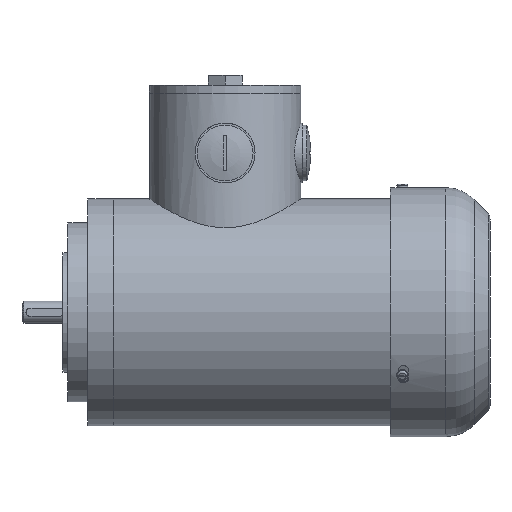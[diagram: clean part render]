
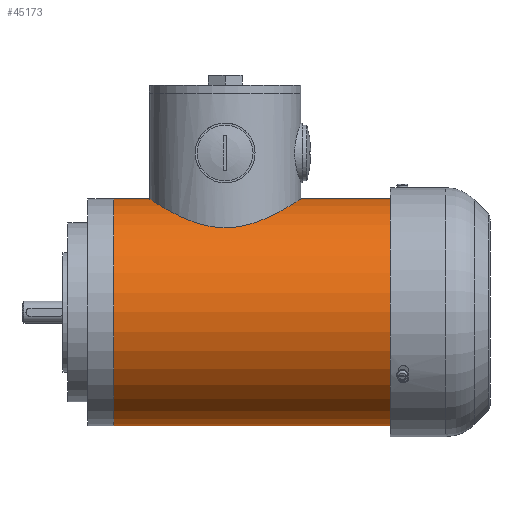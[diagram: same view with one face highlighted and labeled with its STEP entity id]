
A CAD part, front view. The second image highlights one B-rep face of the part: STEP entity #45173.
In plain terms, the highlighted cylindrical face has radius 57 mm (diameter 114 mm), a full revolution.
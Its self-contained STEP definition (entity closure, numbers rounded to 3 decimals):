
#18721=ORIENTED_EDGE('',*,*,#23446,.F.);
#18722=ORIENTED_EDGE('',*,*,#23445,.T.);
#21417=CIRCLE('',#43243,57.);
#21418=CIRCLE('',#43245,57.);
#22253=VERTEX_POINT('',#33291);
#22254=VERTEX_POINT('',#33294);
#23445=EDGE_CURVE('',#22253,#22253,#21417,.T.);
#23446=EDGE_CURVE('',#22254,#22254,#21418,.T.);
#24940=EDGE_LOOP('',(#18721));
#24941=EDGE_LOOP('',(#18722));
#26126=FACE_BOUND('',#24940,.T.);
#26127=FACE_BOUND('',#24941,.T.);
#27741=DIRECTION('',(1.,0.,0.));
#27742=DIRECTION('',(0.,57.,0.));
#27743=DIRECTION('',(-1.,0.,0.));
#27744=DIRECTION('',(0.,1.,0.));
#27745=DIRECTION('',(1.,0.,0.));
#27746=DIRECTION('',(0.,57.,0.));
#33291=CARTESIAN_POINT('',(-70.,57.,0.));
#33292=CARTESIAN_POINT('',(-70.,0.,0.));
#33293=CARTESIAN_POINT('',(70.,0.,0.));
#33294=CARTESIAN_POINT('',(70.,57.,0.));
#33295=CARTESIAN_POINT('',(70.,0.,0.));
#43243=AXIS2_PLACEMENT_3D('',#33292,#27741,#27742);
#43244=AXIS2_PLACEMENT_3D('',#33293,#27743,#27744);
#43245=AXIS2_PLACEMENT_3D('',#33295,#27745,#27746);
#44723=CYLINDRICAL_SURFACE('',#43244,57.);
#45173=ADVANCED_FACE('',(#26126,#26127),#44723,.T.);
